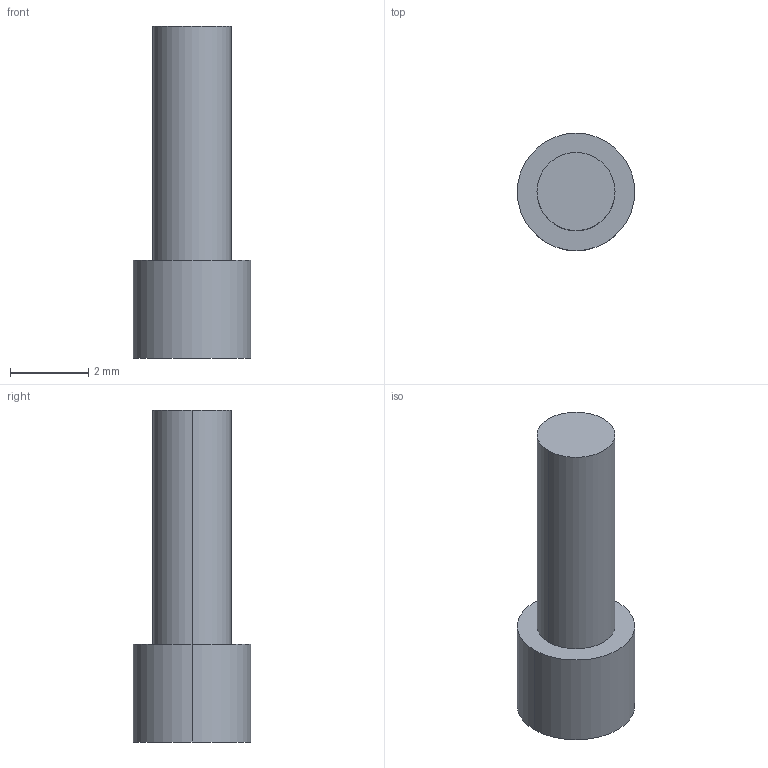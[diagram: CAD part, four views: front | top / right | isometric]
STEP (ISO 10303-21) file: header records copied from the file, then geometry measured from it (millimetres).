
FILE_DESCRIPTION(('produced by SPATIAL CORP'),'2;1');
FILE_NAME('pivot-pin.hh.sat.stp', '2002-04-12T11:47:46+00:00',('SPATIAL CORP'),('SPATIAL CORP'), 'ACIS STEP Husk','http://www.spatial.com','SPATIAL CORP');
FILE_SCHEMA(('CONFIG_CONTROL_DESIGN'));
Length unit declared in the file: millimetre
Products named in the file (1): PRODUCT_ID_1
Bounding box: 3.01 x 3.01 x 8.5 mm (x, y, z)
Volume: 36.6 mm3; surface area: 75.5 mm2
Topology: 1 solids, 1 shells, 7 faces, 12 edges, 8 vertices
Faces by surface type: cylinder 4, plane 3
Entity records: 229 total; most frequent: ORIENTED_EDGE 24, DIRECTION 22, CARTESIAN_POINT 21, EDGE_CURVE 12, AXIS2_PLACEMENT_3D 9, VERTEX_POINT 8, EDGE_LOOP 8, FACE_BOUND 8
